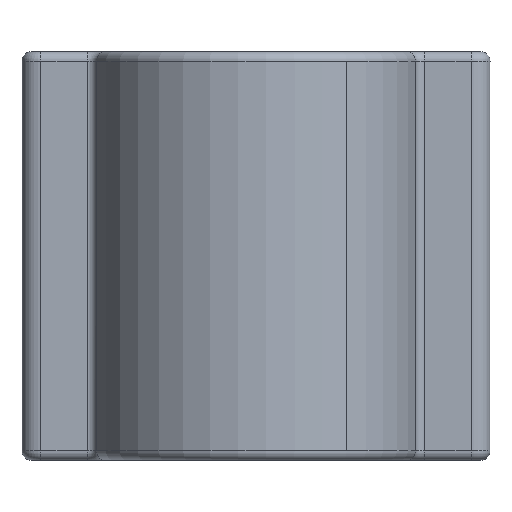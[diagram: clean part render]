
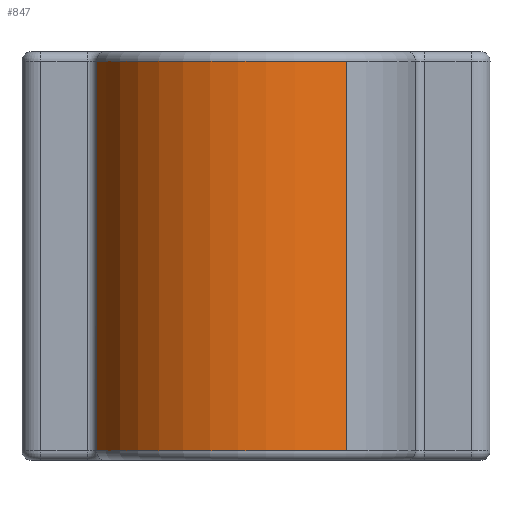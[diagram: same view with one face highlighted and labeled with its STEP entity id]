
A CAD part, front view. The second image highlights one B-rep face of the part: STEP entity #847.
In plain terms, the highlighted cylindrical face has radius 35 mm (diameter 70 mm), a partial arc.
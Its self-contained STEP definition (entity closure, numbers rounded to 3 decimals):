
#403=AXIS2_PLACEMENT_3D('Circle Axis2P3D',#401,#402,$) ;
#808=AXIS2_PLACEMENT_3D('Cylinder Axis2P3D',#805,#806,#807) ;
#831=AXIS2_PLACEMENT_3D('Circle Axis2P3D',#829,#830,$) ;
#391=CARTESIAN_POINT('Vertex',(-19.649,-105.514,-78.205)) ;
#398=CARTESIAN_POINT('Vertex',(33.583,-126.209,-78.205)) ;
#401=CARTESIAN_POINT('Axis2P3D Location',(14.3,-97.,-78.205)) ;
#805=CARTESIAN_POINT('Axis2P3D Location',(14.3,-97.,-36.705)) ;
#814=CARTESIAN_POINT('Vertex',(33.583,-126.209,4.795)) ;
#817=CARTESIAN_POINT('Line Origine',(33.583,-126.209,-36.705)) ;
#829=CARTESIAN_POINT('Axis2P3D Location',(14.3,-97.,4.795)) ;
#833=CARTESIAN_POINT('Vertex',(-19.649,-105.514,4.795)) ;
#836=CARTESIAN_POINT('Line Origine',(-19.649,-105.514,-36.705)) ;
#402=DIRECTION('Axis2P3D Direction',(0.,0.,-1.)) ;
#806=DIRECTION('Axis2P3D Direction',(0.,0.,-1.)) ;
#807=DIRECTION('Axis2P3D XDirection',(0.,1.,0.)) ;
#818=DIRECTION('Vector Direction',(0.,0.,-1.)) ;
#830=DIRECTION('Axis2P3D Direction',(0.,0.,-1.)) ;
#837=DIRECTION('Vector Direction',(0.,0.,-1.)) ;
#819=VECTOR('Line Direction',#818,1.) ;
#838=VECTOR('Line Direction',#837,1.) ;
#842=ORIENTED_EDGE('',*,*,#821,.T.) ;
#843=ORIENTED_EDGE('',*,*,#835,.T.) ;
#844=ORIENTED_EDGE('',*,*,#840,.T.) ;
#845=ORIENTED_EDGE('',*,*,#405,.T.) ;
#847=ADVANCED_FACE('Surface.6',(#846),#809,.T.) ;
#404=CIRCLE('generated circle',#403,35.) ;
#832=CIRCLE('generated circle',#831,35.) ;
#809=CYLINDRICAL_SURFACE('generated cylinder',#808,35.) ;
#405=EDGE_CURVE('',#392,#399,#404,.F.) ;
#821=EDGE_CURVE('',#399,#815,#820,.F.) ;
#835=EDGE_CURVE('',#815,#834,#832,.T.) ;
#840=EDGE_CURVE('',#834,#392,#839,.T.) ;
#841=EDGE_LOOP('',(#842,#843,#844,#845)) ;
#846=FACE_OUTER_BOUND('',#841,.T.) ;
#820=LINE('Line',#817,#819) ;
#839=LINE('Line',#836,#838) ;
#392=VERTEX_POINT('',#391) ;
#399=VERTEX_POINT('',#398) ;
#815=VERTEX_POINT('',#814) ;
#834=VERTEX_POINT('',#833) ;
